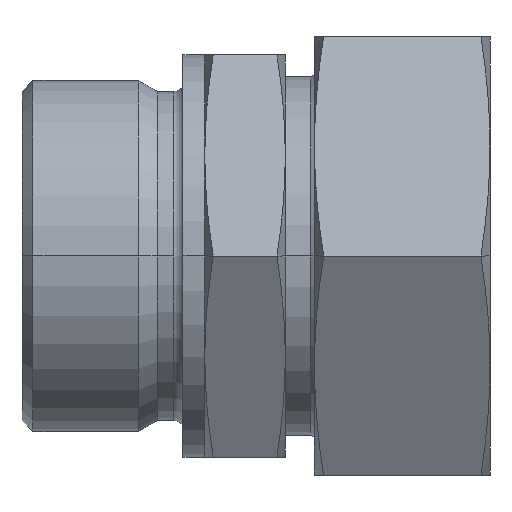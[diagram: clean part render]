
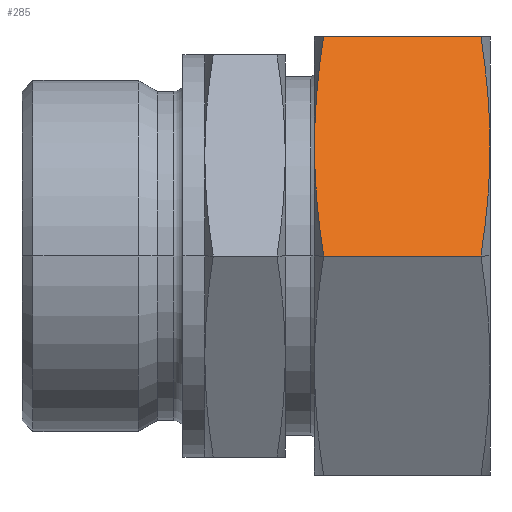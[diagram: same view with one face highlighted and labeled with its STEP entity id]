
A CAD part, front view. The second image highlights one B-rep face of the part: STEP entity #285.
In plain terms, the highlighted planar face has unit normal (0, -0.866, 0.5).
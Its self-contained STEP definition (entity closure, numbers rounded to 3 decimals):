
#285 = ADVANCED_FACE( '', ( #550 ), #551, .F. );
#550 = FACE_OUTER_BOUND( '', #841, .T. );
#551 = PLANE( '', #842 );
#841 = EDGE_LOOP( '', ( #1757, #1758, #1759, #1760, #1761, #1762 ) );
#842 = AXIS2_PLACEMENT_3D( '', #1763, #1764, #1765 );
#1757 = ORIENTED_EDGE( '', *, *, #2217, .F. );
#1758 = ORIENTED_EDGE( '', *, *, #2218, .F. );
#1759 = ORIENTED_EDGE( '', *, *, #2219, .F. );
#1760 = ORIENTED_EDGE( '', *, *, #2220, .F. );
#1761 = ORIENTED_EDGE( '', *, *, #2221, .T. );
#1762 = ORIENTED_EDGE( '', *, *, #2222, .F. );
#1763 = CARTESIAN_POINT( '', ( 38., -34.641, 0. ) );
#1764 = DIRECTION( '', ( 0., 0.866, -0.5 ) );
#1765 = DIRECTION( '', ( 0., -0.5, -0.866 ) );
#2217 = EDGE_CURVE( '', #2704, #2709, #2710, .T. );
#2218 = EDGE_CURVE( '', #2691, #2704, #2711, .T. );
#2219 = EDGE_CURVE( '', #2712, #2691, #2713, .T. );
#2220 = EDGE_CURVE( '', #2714, #2712, #2715, .T. );
#2221 = EDGE_CURVE( '', #2714, #2716, #2717, .T. );
#2222 = EDGE_CURVE( '', #2709, #2716, #2718, .T. );
#2691 = VERTEX_POINT( '', #3567 );
#2704 = VERTEX_POINT( '', #3600 );
#2709 = VERTEX_POINT( '', #3615 );
#2710 = ( B_SPLINE_CURVE( 2, ( #3617, #3618, #3619 ), .UNSPECIFIED., .F., .F. )B_SPLINE_CURVE_WITH_KNOTS( ( 3, 3 ), ( 14.474, 33.824 ), .UNSPECIFIED. )RATIONAL_B_SPLINE_CURVE( ( 1.058, 1.068, 1. ) )BOUNDED_CURVE(  )REPRESENTATION_ITEM( '' )GEOMETRIC_REPRESENTATION_ITEM(  )CURVE(  ) );
#2711 = LINE( '', #3626, #3627 );
#2712 = VERTEX_POINT( '', #3628 );
#2713 = ( B_SPLINE_CURVE( 2, ( #3630, #3631, #3632 ), .UNSPECIFIED., .F., .F. )B_SPLINE_CURVE_WITH_KNOTS( ( 3, 3 ), ( 33.824, 53.173 ), .UNSPECIFIED. )RATIONAL_B_SPLINE_CURVE( ( 1., 1.068, 1.058 ) )BOUNDED_CURVE(  )REPRESENTATION_ITEM( '' )GEOMETRIC_REPRESENTATION_ITEM(  )CURVE(  ) );
#2714 = VERTEX_POINT( '', #3639 );
#2715 = ( B_SPLINE_CURVE( 2, ( #3641, #3642, #3643 ), .UNSPECIFIED., .F., .F. )B_SPLINE_CURVE_WITH_KNOTS( ( 3, 3 ), ( 14.474, 33.824 ), .UNSPECIFIED. )RATIONAL_B_SPLINE_CURVE( ( 1.058, 1.068, 1. ) )BOUNDED_CURVE(  )REPRESENTATION_ITEM( '' )GEOMETRIC_REPRESENTATION_ITEM(  )CURVE(  ) );
#2716 = VERTEX_POINT( '', #3650 );
#2717 = LINE( '', #3651, #3652 );
#2718 = ( B_SPLINE_CURVE( 2, ( #3654, #3655, #3656 ), .UNSPECIFIED., .F., .F. )B_SPLINE_CURVE_WITH_KNOTS( ( 3, 3 ), ( 33.824, 53.173 ), .UNSPECIFIED. )RATIONAL_B_SPLINE_CURVE( ( 1., 1.068, 1.058 ) )BOUNDED_CURVE(  )REPRESENTATION_ITEM( '' )GEOMETRIC_REPRESENTATION_ITEM(  )CURVE(  ) );
#3567 = CARTESIAN_POINT( '', ( 36.756, -34.641, 0. ) );
#3600 = CARTESIAN_POINT( '', ( 15.244, -34.641, 0. ) );
#3615 = CARTESIAN_POINT( '', ( 14., -25.981, 15. ) );
#3617 = CARTESIAN_POINT( '', ( 15.244, -34.641, 0. ) );
#3618 = CARTESIAN_POINT( '', ( 14., -30., 8.038 ) );
#3619 = CARTESIAN_POINT( '', ( 14., -25.981, 15. ) );
#3626 = CARTESIAN_POINT( '', ( 38., -34.641, 0. ) );
#3627 = VECTOR( '', #4304, 1. );
#3628 = CARTESIAN_POINT( '', ( 38., -25.981, 15. ) );
#3630 = CARTESIAN_POINT( '', ( 38., -25.981, 15. ) );
#3631 = CARTESIAN_POINT( '', ( 38., -30., 8.038 ) );
#3632 = CARTESIAN_POINT( '', ( 36.756, -34.641, 0. ) );
#3639 = CARTESIAN_POINT( '', ( 36.756, -17.321, 30. ) );
#3641 = CARTESIAN_POINT( '', ( 36.756, -17.321, 30. ) );
#3642 = CARTESIAN_POINT( '', ( 38., -21.962, 21.962 ) );
#3643 = CARTESIAN_POINT( '', ( 38., -25.981, 15. ) );
#3650 = CARTESIAN_POINT( '', ( 15.244, -17.321, 30. ) );
#3651 = CARTESIAN_POINT( '', ( 38., -17.321, 30. ) );
#3652 = VECTOR( '', #4305, 1. );
#3654 = CARTESIAN_POINT( '', ( 14., -25.981, 15. ) );
#3655 = CARTESIAN_POINT( '', ( 14., -21.962, 21.962 ) );
#3656 = CARTESIAN_POINT( '', ( 15.244, -17.321, 30. ) );
#4304 = DIRECTION( '', ( -1., 0., 0. ) );
#4305 = DIRECTION( '', ( -1., 0., 0. ) );
